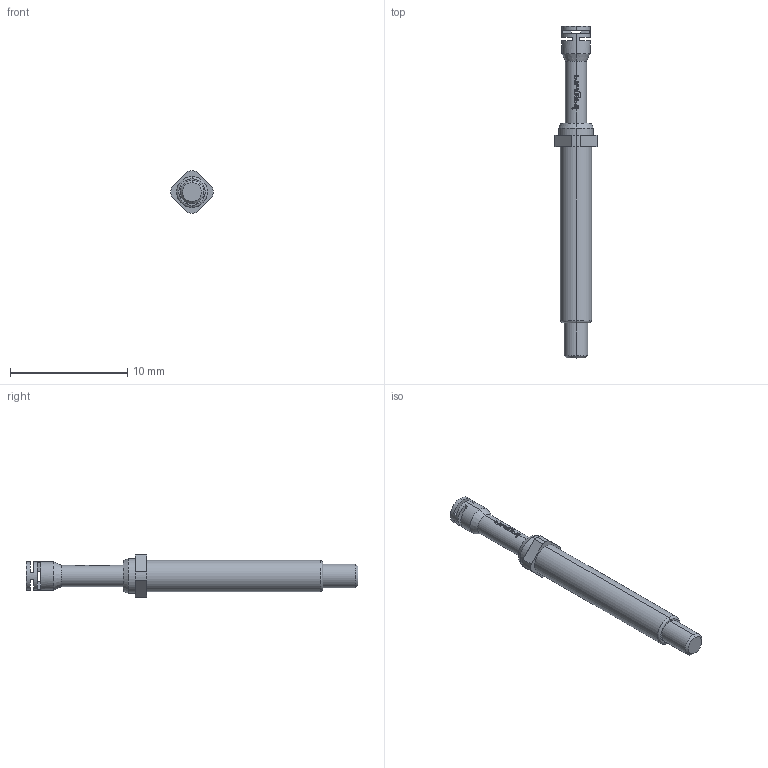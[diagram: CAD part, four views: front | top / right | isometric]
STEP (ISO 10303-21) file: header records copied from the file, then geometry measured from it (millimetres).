
FILE_DESCRIPTION (( 'STEP AP203' ), '1' );
FILE_NAME ('INGUN_GKS-667_302_240_A_xx02_M-AC.STEP', '2023-07-10T09:51:41', ( '' ), ( '' ), 'SwSTEP 2.0', 'SolidWorks 2021', '' );
FILE_SCHEMA (( 'CONFIG_CONTROL_DESIGN' ));
Length unit declared in the file: millimetre
Products named in the file (1): INGUN_GKS-667_302_240_A_xx02_M-AC
Bounding box: 3.59 x 28.3 x 3.6 mm (x, y, z)
Volume: 125.5 mm3; surface area: 267.5 mm2
Topology: 1 solids, 1 shells, 126 faces, 360 edges, 235 vertices
Faces by surface type: plane 59, cylinder 35, bspline 22, cone 8, torus 2
Entity records: 4491 total; most frequent: CARTESIAN_POINT 1232, ORIENTED_EDGE 716, DIRECTION 620, EDGE_CURVE 358, AXIS2_PLACEMENT_3D 247, VERTEX_POINT 235, CIRCLE 142, EDGE_LOOP 133
